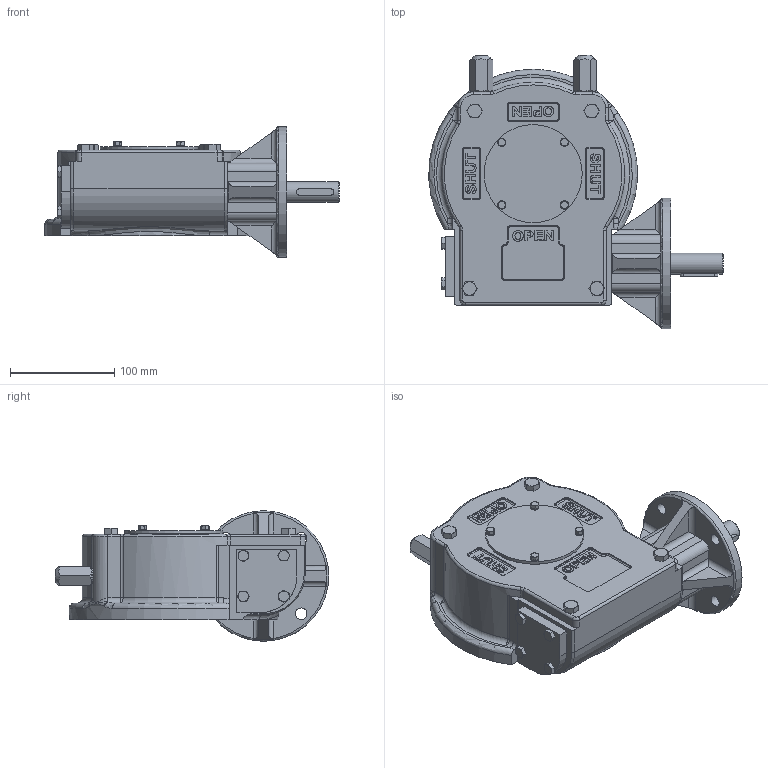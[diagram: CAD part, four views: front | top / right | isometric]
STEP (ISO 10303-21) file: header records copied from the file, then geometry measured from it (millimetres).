
FILE_DESCRIPTION( ( 'Unknown' ), '1' );
FILE_NAME( 'E880G BU LH.stp', 'Unknown', ( 'Unknown' ), ( 'Unknown' ), 'PSStep 15.0.49', 'Unknown', ' ' );
FILE_SCHEMA( ( 'AUTOMOTIVE_DESIGN { 1 0 10303 214 1 1 1 1 }' ) );
Length unit declared in the file: millimetre
Products named in the file (1): 10CZ10M050M00
Bounding box: 281.89 x 262 x 125 mm (x, y, z)
Volume: 2165747.3 mm3; surface area: 328334.4 mm2
Topology: 1 solids, 31 shells, 1320 faces, 3226 edges, 1999 vertices
Faces by surface type: plane 544, cylinder 316, cone 194, torus 129, bspline 77, extrusion 30, sphere 30
Full cylindrical faces by diameter (mm): 3 x1, 3.242 x4, 4 x4, 4.134 x2, 5 x4, 5.6 x2, 6 x8, 6.647 x4, 7 x8, 8 x10, 9 x4, 10 x4, 10.106 x8, 10.2 x2, 11 x4, 12 x8, 12.5 x2, 16 x3, 17.294 x8, 20 x2, 21 x1, 23 x2, 24 x3, 26 x3, 70 x1, 72.15 x2, 74 x2, 75 x3, 86 x1, 92.5 x1
Entity records: 60044 total; most frequent: CARTESIAN_POINT 21277, ORIENTED_EDGE 5798, DIRECTION 5534, EDGE_CURVE 2899, AXIS2_PLACEMENT_3D 2307, VERTEX_POINT 1909, EDGE_LOOP 1615, FACE_OUTER_BOUND 1447
